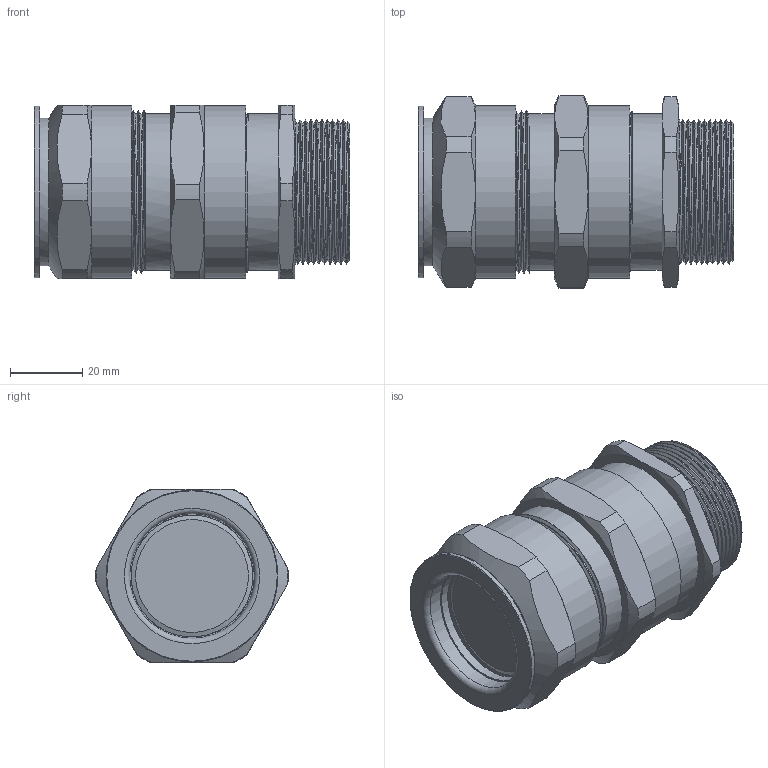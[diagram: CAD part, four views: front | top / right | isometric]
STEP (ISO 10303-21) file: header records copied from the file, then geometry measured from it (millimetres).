
FILE_DESCRIPTION(/* description */ ('ADE-4F M50x1,5'),/* implementation_level */ '2;1');
FILE_NAME(/* name */ '00847004V1-RST.stp',/* time_stamp */ '2020-03-16T11:18:22+01:00',/* author */ ('sl'),/* organization */ (''),/* preprocessor_version */ 'ST-DEVELOPER v16.5',/* originating_system */ 'Autodesk Inventor 2017',/* authorisation */ '');
FILE_SCHEMA (('AUTOMOTIVE_DESIGN { 1 0 10303 214 3 1 1 }'));
Length unit declared in the file: millimetre
Products named in the file (9): 00847004V1; 00846994V1; 00846994V1_1; 00846994V1_2; 00846994V1_3; 00846994V1_4; 00846994V1_5; 00846994V1_6; 00846994V1_7
Assembly tree (8 placements, depth 2):
  00847004V1
    00846994V1
    00846994V1_1
    00846994V1_2
    00846994V1_3
    00846994V1_4
    00846994V1_5
    00846994V1_6
    00846994V1_7
Bounding box: 87.29 x 53.17 x 48 mm (x, y, z)
Volume: 63665.9 mm3; surface area: 59789.3 mm2
Topology: 10 solids, 10 shells, 235 faces, 517 edges, 323 vertices
Faces by surface type: cylinder 94, plane 63, cone 48, torus 20, bspline 10
Full cylindrical faces by diameter (mm): 27.48 x1, 27.58 x1, 27.8 x1, 29.58 x1, 29.8 x1, 30.9 x1, 32.07 x1, 33 x1, 33.7 x1, 33.75 x1, 34.15 x1, 34.45 x1, 35.04 x1, 35.07 x1, 35.11 x2, 36.8 x1, 36.85 x1, 37.43 x1, 38.4 x1, 40 x2, 40.01 x1, 40.09 x1, 40.27 x1, 40.89 x1, 41.16 x1, 42.73 x1, 42.95 x1, 43.24 x11, 43.25 x2, 43.258 x6
Entity records: 13168 total; most frequent: CARTESIAN_POINT 9096, DIRECTION 838, ORIENTED_EDGE 670, AXIS2_PLACEMENT_3D 401, EDGE_CURVE 333, EDGE_LOOP 316, VERTEX_POINT 247, FACE_OUTER_BOUND 203
